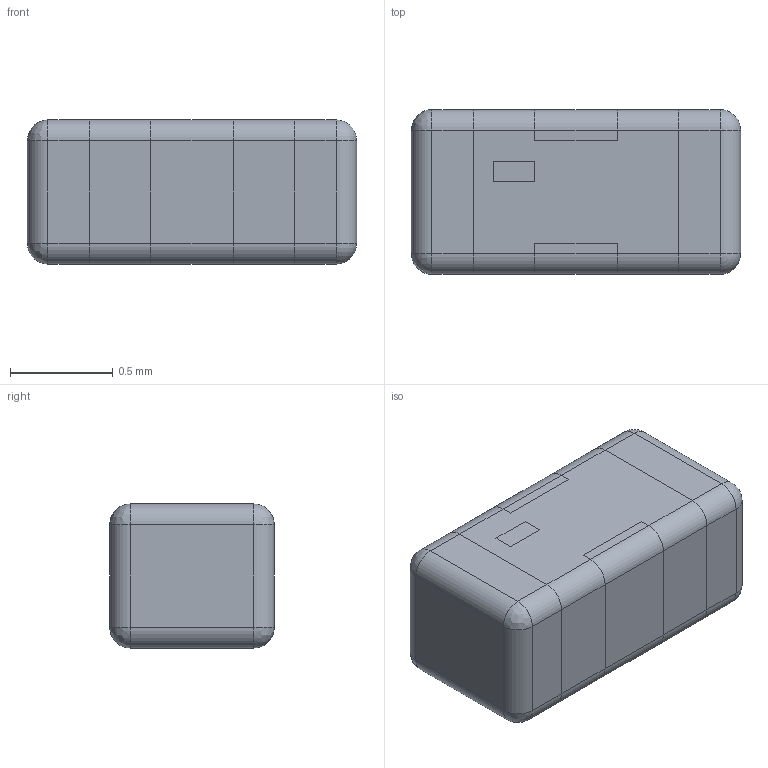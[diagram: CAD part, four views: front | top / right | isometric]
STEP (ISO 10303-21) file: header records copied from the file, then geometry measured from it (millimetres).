
FILE_DESCRIPTION((''),'2;1');
FILE_NAME('CAPC_MURATA_NFL18ST.stp','2014-11-18T16:44:02',(''),(''),'Mechanical Desktop 2011','Mechanical Desktop 2011',', , ');
FILE_SCHEMA(('AUTOMOTIVE_DESIGN { 1 2 10303 214 1 1 1 1 }'));
Length unit declared in the file: millimetre
Products named in the file (1): Product
Bounding box: 1.6 x 0.8 x 0.7 mm (x, y, z)
Volume: 0.9 mm3; surface area: 9.7 mm2
Topology: 6 solids, 6 shells, 85 faces, 200 edges, 120 vertices
Faces by surface type: bspline 32, plane 29, cylinder 20, sphere 4
Entity records: 2589 total; most frequent: CARTESIAN_POINT 698, ORIENTED_EDGE 384, DIRECTION 356, EDGE_CURVE 192, VECTOR 136, LINE 136, VERTEX_POINT 120, AXIS2_PLACEMENT_3D 110
